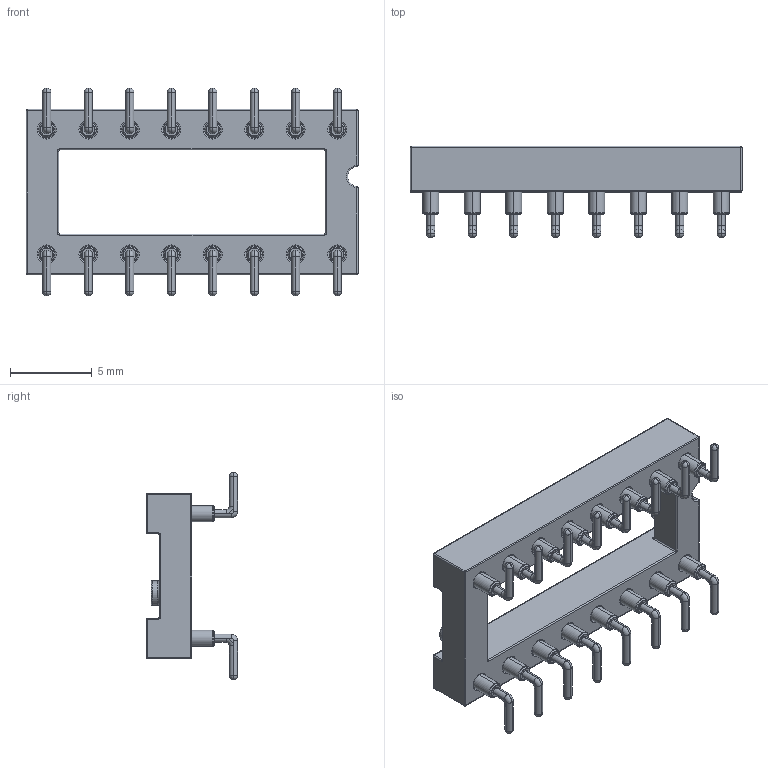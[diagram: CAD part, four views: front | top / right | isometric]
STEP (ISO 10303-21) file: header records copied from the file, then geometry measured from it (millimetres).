
FILE_DESCRIPTION (( 'STEP AP214' ), '1' );
FILE_NAME ('110-xx-316-41-105000.STEP', '2017-10-05T16:59:40', ( '' ), ( '' ), 'SwSTEP 2.0', 'SolidWorks 2014', '' );
FILE_SCHEMA (( 'AUTOMOTIVE_DESIGN' ));
Length unit declared in the file: millimetre
Products named in the file (3): Right-Angle-Pin-SN; 110-xx-316-41-001000; 110-xx-316-41-105000
Assembly tree (17 placements, depth 2):
  110-xx-316-41-105000
    110-xx-316-41-001000
    Right-Angle-Pin-SN  x16
Bounding box: 20.3 x 5.59 x 12.7 mm (x, y, z)
Volume: 322.4 mm3; surface area: 1118.9 mm2
Topology: 17 solids, 17 shells, 1123 faces, 2464 edges, 1376 vertices
Faces by surface type: torus 470, cylinder 349, plane 160, cone 128, sphere 16
Entity records: 10016 total; most frequent: DIRECTION 2102, CARTESIAN_POINT 1575, ORIENTED_EDGE 1532, AXIS2_PLACEMENT_3D 958, EDGE_CURVE 766, CIRCLE 580, VERTEX_POINT 431, EDGE_LOOP 411
